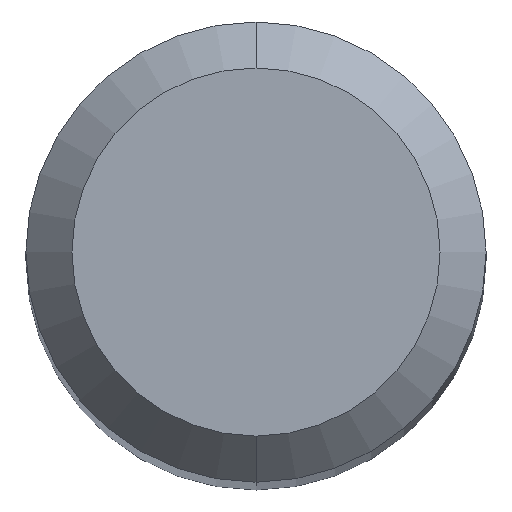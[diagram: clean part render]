
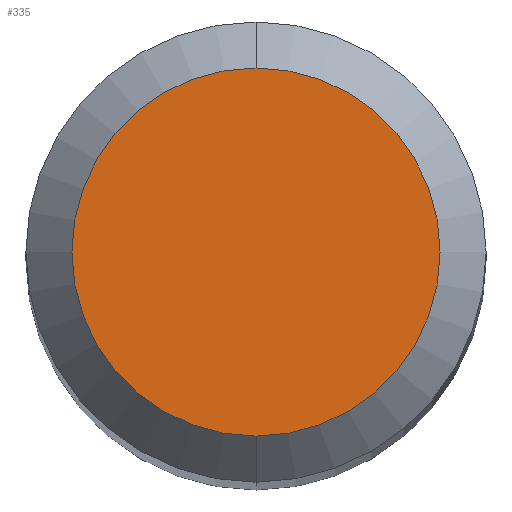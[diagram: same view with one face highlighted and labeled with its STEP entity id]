
A CAD part, top view. The second image highlights one B-rep face of the part: STEP entity #335.
In plain terms, the highlighted planar face has unit normal (0, 0, 1).
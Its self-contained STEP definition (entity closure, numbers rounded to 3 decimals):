
#241=EDGE_CURVE('',#443,#379,#552,.T.);
#259=EDGE_CURVE('',#379,#443,#574,.T.);
#335=ADVANCED_FACE('',(#659),#660,.T.);
#379=VERTEX_POINT('',#710);
#443=VERTEX_POINT('',#778);
#552=CIRCLE('',#972,1.2);
#574=CIRCLE('',#1000,1.2);
#659=FACE_OUTER_BOUND('',#1144,.T.);
#660=PLANE('',#1145);
#710=CARTESIAN_POINT('',(0.0,1.2,0.0));
#778=CARTESIAN_POINT('',(0.,-1.2,0.0));
#972=AXIS2_PLACEMENT_3D('',#1508,#1509,#1510);
#1000=AXIS2_PLACEMENT_3D('',#1564,#1565,#1566);
#1144=EDGE_LOOP('',(#1665,#1666));
#1145=AXIS2_PLACEMENT_3D('',#1667,#1668,#1669);
#1508=CARTESIAN_POINT('',(0.0,0.0,0.0));
#1509=DIRECTION('',(0.0,0.0,-1.0));
#1510=DIRECTION('',(0.0,1.0,0.0));
#1564=CARTESIAN_POINT('',(0.0,0.0,0.0));
#1565=DIRECTION('',(0.0,0.0,-1.0));
#1566=DIRECTION('',(0.0,1.0,0.0));
#1665=ORIENTED_EDGE('',*,*,#259,.F.);
#1666=ORIENTED_EDGE('',*,*,#241,.F.);
#1667=CARTESIAN_POINT('',(0.0,0.6,0.0));
#1668=DIRECTION('',(-0.0,0.0,1.0));
#1669=DIRECTION('',(0.0,-1.0,0.0));
